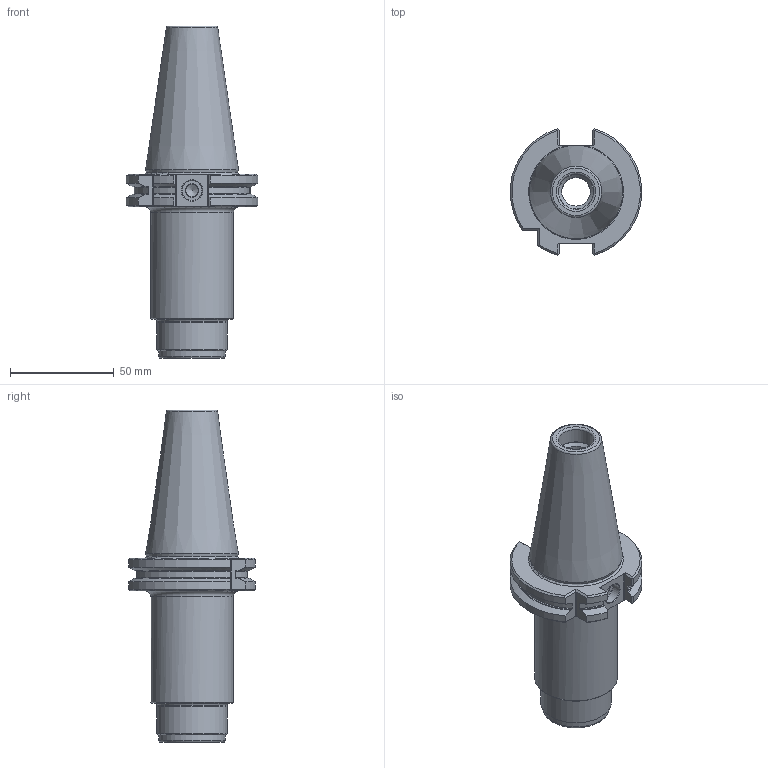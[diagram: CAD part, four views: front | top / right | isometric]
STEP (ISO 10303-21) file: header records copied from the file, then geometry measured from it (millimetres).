
FILE_DESCRIPTION(/* description */ (''),/* implementation_level */ '2;1');
FILE_NAME(/* name */ '524012550.stp',/* time_stamp */ '2021-06-01T08:50:52',/* author */ ('LRA'),/* organization */ ('REGO-FIX'),/* preprocessor_version */ ' Unknown',/* originating_system */ 'SIEMENS PLM Software Solid Edge ST10',/* authorization */ 'Unknown');
FILE_SCHEMA (('AUTOMOTIVE_DESIGN { 1 0 10303 214 2 1 1}'));
Length unit declared in the file: millimetre
Products named in the file (1): 0007646
Bounding box: 63.35 x 61.01 x 160.15 mm (x, y, z)
Volume: 161683.6 mm3; surface area: 33227 mm2
Topology: 1 solids, 1 shells, 125 faces, 339 edges, 214 vertices
Faces by surface type: cylinder 42, plane 41, cone 28, torus 13, bspline 1
Full cylindrical faces by diameter (mm): 3.5 x5, 6 x1, 10 x1, 13.835 x2, 17 x1, 19 x1, 32 x1, 34 x2, 40 x1
Entity records: 4632 total; most frequent: CARTESIAN_POINT 878, DIRECTION 575, ORIENTED_EDGE 572, EDGE_CURVE 286, AXIS2_PLACEMENT_3D 235, VERTEX_POINT 204, FACE_BOUND 168, EDGE_LOOP 162
